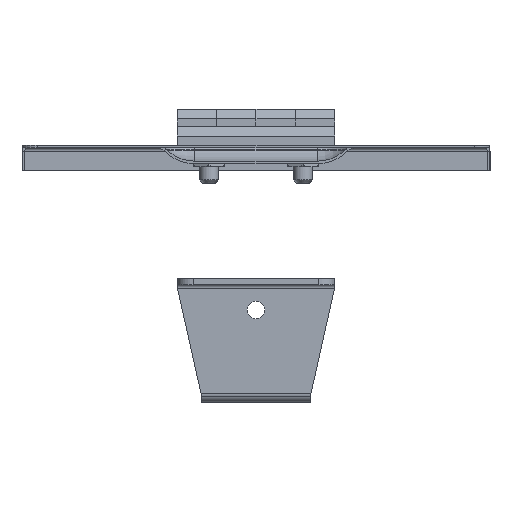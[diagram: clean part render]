
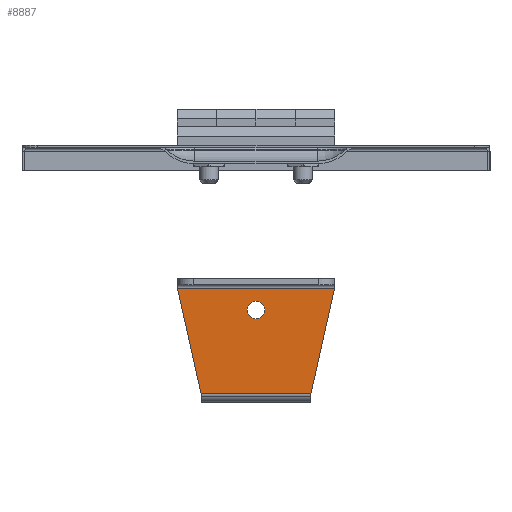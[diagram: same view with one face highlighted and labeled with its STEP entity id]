
A CAD part, left-side view. The second image highlights one B-rep face of the part: STEP entity #8887.
In plain terms, the highlighted planar face has unit normal (-1, 0, 0).
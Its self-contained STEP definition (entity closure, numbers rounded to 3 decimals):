
#8 = AXIS2_PLACEMENT_3D ( 'NONE', #4519, #3703, #8519 ) ;
#461 = LINE ( 'NONE', #6952, #6411 ) ;
#585 = DIRECTION ( 'NONE',  ( -1., 0., 0. ) ) ;
#699 = EDGE_CURVE ( 'NONE', #10327, #1480, #9103, .T. ) ;
#719 = DIRECTION ( 'NONE',  ( 0., -1., 0. ) ) ;
#1243 = ORIENTED_EDGE ( 'NONE', *, *, #2955, .F. ) ;
#1480 = VERTEX_POINT ( 'NONE', #7881 ) ;
#1659 = VECTOR ( 'NONE', #4950, 1000. ) ;
#1691 = ORIENTED_EDGE ( 'NONE', *, *, #699, .F. ) ;
#2344 = VERTEX_POINT ( 'NONE', #8666 ) ;
#2613 = ORIENTED_EDGE ( 'NONE', *, *, #6039, .F. ) ;
#2955 = EDGE_CURVE ( 'NONE', #2344, #8478, #8143, .T. ) ;
#3421 = ORIENTED_EDGE ( 'NONE', *, *, #6607, .F. ) ;
#3703 = DIRECTION ( 'NONE',  ( -1., 0., 0. ) ) ;
#3758 = DIRECTION ( 'NONE',  ( 0., 0.218, 0.976 ) ) ;
#3836 = VECTOR ( 'NONE', #719, 1000. ) ;
#3891 = VERTEX_POINT ( 'NONE', #7913 ) ;
#3904 = CARTESIAN_POINT ( 'NONE',  ( -2., 0., -7.25 ) ) ;
#4041 = CARTESIAN_POINT ( 'NONE',  ( -2., 25., -3. ) ) ;
#4301 = AXIS2_PLACEMENT_3D ( 'NONE', #4691, #585, #9404 ) ;
#4519 = CARTESIAN_POINT ( 'NONE',  ( -2., 0., -10. ) ) ;
#4666 = CARTESIAN_POINT ( 'NONE',  ( -2., -17.5, -36.5 ) ) ;
#4691 = CARTESIAN_POINT ( 'NONE',  ( -2., 0., -10. ) ) ;
#4761 = FACE_OUTER_BOUND ( 'NONE', #5730, .T. ) ;
#4929 = LINE ( 'NONE', #8121, #3836 ) ;
#4950 = DIRECTION ( 'NONE',  ( 0., 0.218, -0.976 ) ) ;
#5410 = LINE ( 'NONE', #8566, #7849 ) ;
#5418 = EDGE_CURVE ( 'NONE', #3891, #8478, #4929, .T. ) ;
#5660 = DIRECTION ( 'NONE',  ( 0., 0., 1. ) ) ;
#5730 = EDGE_LOOP ( 'NONE', ( #7424, #1243, #8680, #3421 ) ) ;
#6020 = CIRCLE ( 'NONE', #4301, 2.75 ) ;
#6039 = EDGE_CURVE ( 'NONE', #1480, #10327, #6020, .T. ) ;
#6411 = VECTOR ( 'NONE', #3758, 1000. ) ;
#6607 = EDGE_CURVE ( 'NONE', #3891, #7680, #461, .T. ) ;
#6952 = CARTESIAN_POINT ( 'NONE',  ( -2., 25.64, -0.143 ) ) ;
#7252 = CARTESIAN_POINT ( 'NONE',  ( -2., 25., 0. ) ) ;
#7424 = ORIENTED_EDGE ( 'NONE', *, *, #5418, .T. ) ;
#7680 = VERTEX_POINT ( 'NONE', #4041 ) ;
#7755 = DIRECTION ( 'NONE',  ( 0., -1., 0. ) ) ;
#7849 = VECTOR ( 'NONE', #7755, 1000. ) ;
#7881 = CARTESIAN_POINT ( 'NONE',  ( -2., 0., -12.75 ) ) ;
#7913 = CARTESIAN_POINT ( 'NONE',  ( -2., 17.5, -36.5 ) ) ;
#8002 = FACE_BOUND ( 'NONE', #8385, .T. ) ;
#8121 = CARTESIAN_POINT ( 'NONE',  ( -2., 25., -36.5 ) ) ;
#8143 = LINE ( 'NONE', #9668, #1659 ) ;
#8385 = EDGE_LOOP ( 'NONE', ( #2613, #1691 ) ) ;
#8478 = VERTEX_POINT ( 'NONE', #4666 ) ;
#8519 = DIRECTION ( 'NONE',  ( 0., 0., 1. ) ) ;
#8520 = EDGE_CURVE ( 'NONE', #7680, #2344, #5410, .T. ) ;
#8566 = CARTESIAN_POINT ( 'NONE',  ( -2., 25., -3. ) ) ;
#8666 = CARTESIAN_POINT ( 'NONE',  ( -2., -25., -3. ) ) ;
#8680 = ORIENTED_EDGE ( 'NONE', *, *, #8520, .F. ) ;
#8868 = DIRECTION ( 'NONE',  ( -1., 0., 0. ) ) ;
#8887 = ADVANCED_FACE ( 'NONE', ( #8002, #4761 ), #9441, .T. ) ;
#9103 = CIRCLE ( 'NONE', #8, 2.75 ) ;
#9404 = DIRECTION ( 'NONE',  ( 0., 0., 1. ) ) ;
#9441 = PLANE ( 'NONE',  #9578 ) ;
#9578 = AXIS2_PLACEMENT_3D ( 'NONE', #7252, #8868, #5660 ) ;
#9668 = CARTESIAN_POINT ( 'NONE',  ( -2., -23.253, -10.803 ) ) ;
#10327 = VERTEX_POINT ( 'NONE', #3904 ) ;
